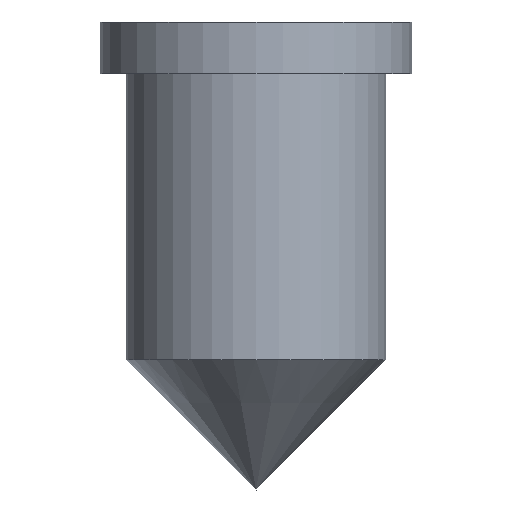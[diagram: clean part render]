
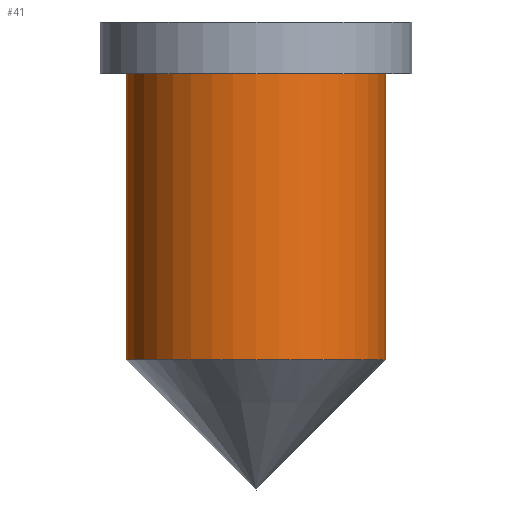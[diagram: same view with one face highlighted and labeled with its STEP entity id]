
A CAD part, front view. The second image highlights one B-rep face of the part: STEP entity #41.
In plain terms, the highlighted cylindrical face has radius 12.5 mm (diameter 25 mm), a partial arc.
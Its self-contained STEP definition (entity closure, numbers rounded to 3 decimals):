
#41 = ADVANCED_FACE ( 'NONE', ( #1499 ), #1486, .T. ) ;
#1415 = VECTOR ( 'NONE', #3618, 1000. ) ;
#1418 = LINE ( 'NONE', #3620, #1415 ) ;
#1423 = VECTOR ( 'NONE', #3655, 1000. ) ;
#1426 = LINE ( 'NONE', #3661, #1423 ) ;
#1428 = CIRCLE ( 'NONE', #3294, 12.5 ) ;
#1430 = CIRCLE ( 'NONE', #3187, 12.5 ) ;
#1486 = CYLINDRICAL_SURFACE ( 'NONE', #3163, 12.5 ) ;
#1499 = FACE_OUTER_BOUND ( 'NONE', #1625, .T. ) ;
#1625 = EDGE_LOOP ( 'NONE', ( #1952, #1939, #1944, #1951 ) ) ;
#1636 = VERTEX_POINT ( 'NONE', #3084 ) ;
#1637 = VERTEX_POINT ( 'NONE', #3078 ) ;
#1638 = VERTEX_POINT ( 'NONE', #3077 ) ;
#1641 = VERTEX_POINT ( 'NONE', #3074 ) ;
#1939 = ORIENTED_EDGE ( 'NONE', *, *, #3256, .F. ) ;
#1944 = ORIENTED_EDGE ( 'NONE', *, *, #3266, .T. ) ;
#1951 = ORIENTED_EDGE ( 'NONE', *, *, #3257, .T. ) ;
#1952 = ORIENTED_EDGE ( 'NONE', *, *, #3259, .F. ) ;
#3074 = CARTESIAN_POINT ( 'NONE',  ( 12.5, 0., 0. ) ) ;
#3077 = CARTESIAN_POINT ( 'NONE',  ( -12.5, 0., 0. ) ) ;
#3078 = CARTESIAN_POINT ( 'NONE',  ( -12.5, 0., 27.5 ) ) ;
#3084 = CARTESIAN_POINT ( 'NONE',  ( 12.5, 0., 27.5 ) ) ;
#3089 = CARTESIAN_POINT ( 'NONE',  ( 0., 0., 32.5 ) ) ;
#3091 = DIRECTION ( 'NONE',  ( 0., 0., -1. ) ) ;
#3093 = DIRECTION ( 'NONE',  ( -1., 0., 0. ) ) ;
#3163 = AXIS2_PLACEMENT_3D ( 'NONE', #3089, #3091, #3093 ) ;
#3187 = AXIS2_PLACEMENT_3D ( 'NONE', #3664, #3663, #3662 ) ;
#3256 = EDGE_CURVE ( 'NONE', #1637, #1636, #1430, .T. ) ;
#3257 = EDGE_CURVE ( 'NONE', #1638, #1641, #1428, .T. ) ;
#3259 = EDGE_CURVE ( 'NONE', #1636, #1641, #1426, .T. ) ;
#3266 = EDGE_CURVE ( 'NONE', #1637, #1638, #1418, .T. ) ;
#3294 = AXIS2_PLACEMENT_3D ( 'NONE', #3659, #3658, #3657 ) ;
#3618 = DIRECTION ( 'NONE',  ( 0., 0., -1. ) ) ;
#3620 = CARTESIAN_POINT ( 'NONE',  ( -12.5, 0., 32.5 ) ) ;
#3655 = DIRECTION ( 'NONE',  ( 0., 0., -1. ) ) ;
#3657 = DIRECTION ( 'NONE',  ( 1., 0., 0. ) ) ;
#3658 = DIRECTION ( 'NONE',  ( 0., 0., 1. ) ) ;
#3659 = CARTESIAN_POINT ( 'NONE',  ( 0., 0., 0. ) ) ;
#3661 = CARTESIAN_POINT ( 'NONE',  ( 12.5, 0., 32.5 ) ) ;
#3662 = DIRECTION ( 'NONE',  ( 1., 0., 0. ) ) ;
#3663 = DIRECTION ( 'NONE',  ( 0., 0., 1. ) ) ;
#3664 = CARTESIAN_POINT ( 'NONE',  ( 0., 0., 27.5 ) ) ;
